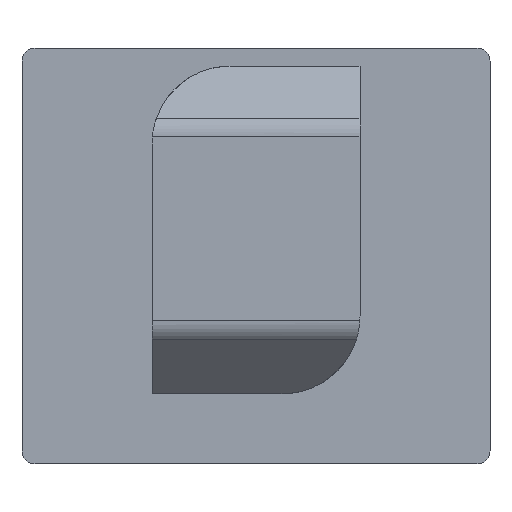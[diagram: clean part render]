
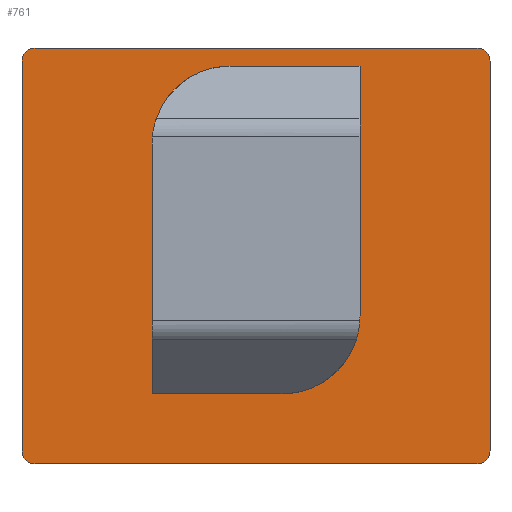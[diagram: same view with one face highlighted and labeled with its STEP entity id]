
A CAD part, front view. The second image highlights one B-rep face of the part: STEP entity #761.
In plain terms, the highlighted planar face has unit normal (0, -1, 0).
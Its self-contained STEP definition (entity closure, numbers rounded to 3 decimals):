
#17=FACE_BOUND('',#112,.T.);
#23=CIRCLE('',#822,4.);
#24=CIRCLE('',#826,4.);
#25=CIRCLE('',#828,0.5);
#26=CIRCLE('',#829,0.5);
#27=CIRCLE('',#830,0.5);
#28=CIRCLE('',#831,0.5);
#69=FACE_OUTER_BOUND('',#111,.T.);
#111=EDGE_LOOP('',(#521,#522,#523,#524,#525,#526,#527,#528));
#112=EDGE_LOOP('',(#529,#530,#531,#532,#533,#534));
#157=LINE('',#1121,#239);
#162=LINE('',#1136,#244);
#165=LINE('',#1147,#247);
#166=LINE('',#1151,#248);
#167=LINE('',#1155,#249);
#168=LINE('',#1159,#250);
#169=LINE('',#1161,#251);
#170=LINE('',#1162,#252);
#239=VECTOR('',#895,1000.);
#244=VECTOR('',#908,1000.);
#247=VECTOR('',#919,1000.);
#248=VECTOR('',#922,1000.);
#249=VECTOR('',#925,1000.);
#250=VECTOR('',#928,1000.);
#251=VECTOR('',#931,1000.);
#252=VECTOR('',#932,1000.);
#321=VERTEX_POINT('',#1118);
#322=VERTEX_POINT('',#1120);
#324=VERTEX_POINT('',#1125);
#327=VERTEX_POINT('',#1133);
#328=VERTEX_POINT('',#1135);
#330=VERTEX_POINT('',#1140);
#331=VERTEX_POINT('',#1145);
#332=VERTEX_POINT('',#1146);
#333=VERTEX_POINT('',#1148);
#334=VERTEX_POINT('',#1150);
#335=VERTEX_POINT('',#1152);
#336=VERTEX_POINT('',#1154);
#337=VERTEX_POINT('',#1156);
#338=VERTEX_POINT('',#1158);
#395=EDGE_CURVE('',#321,#322,#157,.T.);
#399=EDGE_CURVE('',#322,#324,#23,.T.);
#402=EDGE_CURVE('',#327,#328,#162,.T.);
#406=EDGE_CURVE('',#328,#330,#24,.T.);
#407=EDGE_CURVE('',#331,#332,#165,.T.);
#408=EDGE_CURVE('',#331,#333,#25,.T.);
#409=EDGE_CURVE('',#334,#333,#166,.T.);
#410=EDGE_CURVE('',#334,#335,#26,.T.);
#411=EDGE_CURVE('',#335,#336,#167,.T.);
#412=EDGE_CURVE('',#336,#337,#27,.T.);
#413=EDGE_CURVE('',#337,#338,#168,.T.);
#414=EDGE_CURVE('',#338,#332,#28,.T.);
#415=EDGE_CURVE('',#330,#321,#169,.T.);
#416=EDGE_CURVE('',#324,#327,#170,.T.);
#521=ORIENTED_EDGE('',*,*,#407,.F.);
#522=ORIENTED_EDGE('',*,*,#408,.T.);
#523=ORIENTED_EDGE('',*,*,#409,.F.);
#524=ORIENTED_EDGE('',*,*,#410,.T.);
#525=ORIENTED_EDGE('',*,*,#411,.T.);
#526=ORIENTED_EDGE('',*,*,#412,.T.);
#527=ORIENTED_EDGE('',*,*,#413,.T.);
#528=ORIENTED_EDGE('',*,*,#414,.T.);
#529=ORIENTED_EDGE('',*,*,#415,.F.);
#530=ORIENTED_EDGE('',*,*,#406,.F.);
#531=ORIENTED_EDGE('',*,*,#402,.F.);
#532=ORIENTED_EDGE('',*,*,#416,.F.);
#533=ORIENTED_EDGE('',*,*,#399,.F.);
#534=ORIENTED_EDGE('',*,*,#395,.F.);
#731=PLANE('',#827);
#761=ADVANCED_FACE('',(#69,#17),#731,.F.);
#822=AXIS2_PLACEMENT_3D('',#1128,#902,#903);
#826=AXIS2_PLACEMENT_3D('',#1143,#915,#916);
#827=AXIS2_PLACEMENT_3D('',#1144,#917,#918);
#828=AXIS2_PLACEMENT_3D('',#1149,#920,#921);
#829=AXIS2_PLACEMENT_3D('',#1153,#923,#924);
#830=AXIS2_PLACEMENT_3D('',#1157,#926,#927);
#831=AXIS2_PLACEMENT_3D('',#1160,#929,#930);
#895=DIRECTION('',(1.,0.,0.));
#902=DIRECTION('center_axis',(0.,-1.,0.));
#903=DIRECTION('ref_axis',(0.,0.,-1.));
#908=DIRECTION('',(-1.,0.,0.));
#915=DIRECTION('center_axis',(0.,-1.,0.));
#916=DIRECTION('ref_axis',(0.,0.,-1.));
#917=DIRECTION('center_axis',(0.,1.,0.));
#918=DIRECTION('ref_axis',(0.,0.,1.));
#919=DIRECTION('',(0.,0.,-1.));
#920=DIRECTION('center_axis',(0.,-1.,0.));
#921=DIRECTION('ref_axis',(0.,0.,1.));
#922=DIRECTION('',(1.,0.,0.));
#923=DIRECTION('center_axis',(0.,-1.,0.));
#924=DIRECTION('ref_axis',(0.,0.,1.));
#925=DIRECTION('',(0.,0.,-1.));
#926=DIRECTION('center_axis',(0.,-1.,0.));
#927=DIRECTION('ref_axis',(0.,0.,1.));
#928=DIRECTION('',(1.,0.,0.));
#929=DIRECTION('center_axis',(0.,-1.,0.));
#930=DIRECTION('ref_axis',(0.,0.,1.));
#931=DIRECTION('',(0.,0.,-1.));
#932=DIRECTION('',(0.,0.,1.));
#1118=CARTESIAN_POINT('',(5.,0.,5.));
#1120=CARTESIAN_POINT('',(9.,0.,5.));
#1121=CARTESIAN_POINT('',(5.,0.,5.));
#1125=CARTESIAN_POINT('',(13.,0.,9.));
#1128=CARTESIAN_POINT('Origin',(9.,0.,9.));
#1133=CARTESIAN_POINT('',(13.,0.,13.));
#1135=CARTESIAN_POINT('',(9.,0.,13.));
#1136=CARTESIAN_POINT('',(13.,0.,13.));
#1140=CARTESIAN_POINT('',(5.,0.,9.));
#1143=CARTESIAN_POINT('Origin',(9.,0.,9.));
#1144=CARTESIAN_POINT('Origin',(0.,0.,16.));
#1145=CARTESIAN_POINT('',(18.,0.,15.5));
#1146=CARTESIAN_POINT('',(18.,0.,0.5));
#1147=CARTESIAN_POINT('',(18.,0.,16.));
#1148=CARTESIAN_POINT('',(17.5,0.,16.));
#1149=CARTESIAN_POINT('Origin',(17.5,0.,15.5));
#1150=CARTESIAN_POINT('',(0.5,0.,16.));
#1151=CARTESIAN_POINT('',(0.,0.,16.));
#1152=CARTESIAN_POINT('',(0.,0.,15.5));
#1153=CARTESIAN_POINT('Origin',(0.5,0.,15.5));
#1154=CARTESIAN_POINT('',(0.,0.,0.5));
#1155=CARTESIAN_POINT('',(0.,0.,16.));
#1156=CARTESIAN_POINT('',(0.5,0.,0.));
#1157=CARTESIAN_POINT('Origin',(0.5,0.,0.5));
#1158=CARTESIAN_POINT('',(17.5,0.,0.));
#1159=CARTESIAN_POINT('',(0.,0.,0.));
#1160=CARTESIAN_POINT('Origin',(17.5,0.,0.5));
#1161=CARTESIAN_POINT('',(5.,0.,5.));
#1162=CARTESIAN_POINT('',(13.,0.,13.));
